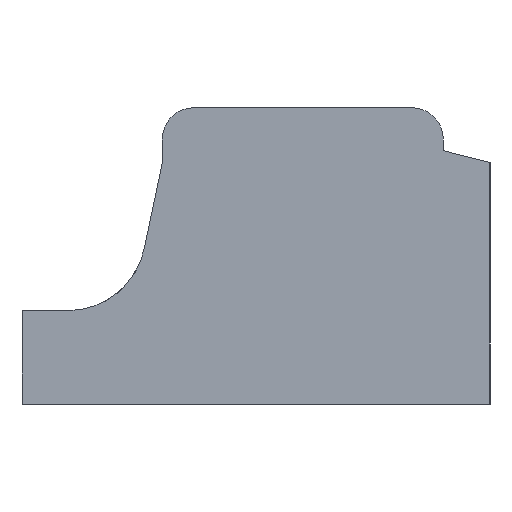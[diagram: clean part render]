
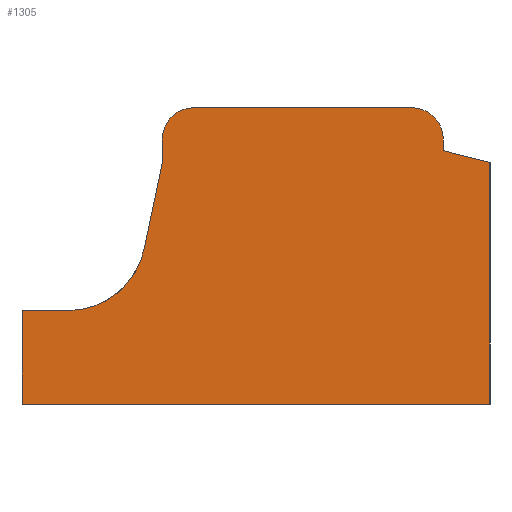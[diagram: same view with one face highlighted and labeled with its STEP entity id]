
A CAD part, left-side view. The second image highlights one B-rep face of the part: STEP entity #1305.
In plain terms, the highlighted planar face has unit normal (-1, 0, 0).
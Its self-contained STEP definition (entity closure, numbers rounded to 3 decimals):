
#5 = CARTESIAN_POINT ( 'NONE',  ( -46., 6., 12.5 ) ) ;
#35 = CARTESIAN_POINT ( 'NONE',  ( -46., -15., 12.5 ) ) ;
#48 = DIRECTION ( 'NONE',  ( 0., -1., 0. ) ) ;
#54 = CIRCLE ( 'NONE', #372, 2. ) ;
#82 = CARTESIAN_POINT ( 'NONE',  ( -46., 12.057, 3. ) ) ;
#98 = VERTEX_POINT ( 'NONE', #2283 ) ;
#103 = ORIENTED_EDGE ( 'NONE', *, *, #742, .F. ) ;
#131 = VERTEX_POINT ( 'NONE', #996 ) ;
#167 = ORIENTED_EDGE ( 'NONE', *, *, #2031, .F. ) ;
#173 = DIRECTION ( 'NONE',  ( 0., 0., -1. ) ) ;
#176 = EDGE_CURVE ( 'NONE', #2350, #2329, #1319, .T. ) ;
#181 = VERTEX_POINT ( 'NONE', #1546 ) ;
#211 = ORIENTED_EDGE ( 'NONE', *, *, #1982, .T. ) ;
#225 = VERTEX_POINT ( 'NONE', #35 ) ;
#248 = VERTEX_POINT ( 'NONE', #1090 ) ;
#250 = EDGE_CURVE ( 'NONE', #98, #181, #1810, .T. ) ;
#265 = VECTOR ( 'NONE', #1618, 1000. ) ;
#274 = ORIENTED_EDGE ( 'NONE', *, *, #1405, .F. ) ;
#294 = VERTEX_POINT ( 'NONE', #880 ) ;
#305 = AXIS2_PLACEMENT_3D ( 'NONE', #1897, #416, #818 ) ;
#334 = CARTESIAN_POINT ( 'NONE',  ( -46., -15., 16. ) ) ;
#372 = AXIS2_PLACEMENT_3D ( 'NONE', #2277, #1869, #1881 ) ;
#412 = CARTESIAN_POINT ( 'NONE',  ( -46., 15., 16. ) ) ;
#416 = DIRECTION ( 'NONE',  ( -1., 0., 0. ) ) ;
#458 = DIRECTION ( 'NONE',  ( 0., 0., 1. ) ) ;
#512 = LINE ( 'NONE', #2399, #1657 ) ;
#524 = CARTESIAN_POINT ( 'NONE',  ( -46., -12., 14. ) ) ;
#531 = VECTOR ( 'NONE', #2030, 1000. ) ;
#561 = LINE ( 'NONE', #5, #740 ) ;
#682 = ORIENTED_EDGE ( 'NONE', *, *, #2111, .T. ) ;
#740 = VECTOR ( 'NONE', #1138, 1000. ) ;
#742 = EDGE_CURVE ( 'NONE', #225, #98, #2205, .T. ) ;
#745 = FACE_OUTER_BOUND ( 'NONE', #1135, .T. ) ;
#760 = DIRECTION ( 'NONE',  ( 1., 0., 0. ) ) ;
#818 = DIRECTION ( 'NONE',  ( 0., 0., -1. ) ) ;
#840 = LINE ( 'NONE', #1948, #1597 ) ;
#880 = CARTESIAN_POINT ( 'NONE',  ( -46., 7.164, 6.97 ) ) ;
#913 = CARTESIAN_POINT ( 'NONE',  ( -46., 12.057, 8. ) ) ;
#920 = ORIENTED_EDGE ( 'NONE', *, *, #1208, .F. ) ;
#922 = CARTESIAN_POINT ( 'NONE',  ( -46., 6., 12.5 ) ) ;
#953 = LINE ( 'NONE', #1866, #531 ) ;
#968 = PLANE ( 'NONE',  #1421 ) ;
#996 = CARTESIAN_POINT ( 'NONE',  ( -46., 15., 3. ) ) ;
#1054 = EDGE_CURVE ( 'NONE', #1283, #1921, #840, .T. ) ;
#1065 = ORIENTED_EDGE ( 'NONE', *, *, #250, .F. ) ;
#1071 = DIRECTION ( 'NONE',  ( 0., 0., -1. ) ) ;
#1090 = CARTESIAN_POINT ( 'NONE',  ( -46., 4., 16. ) ) ;
#1094 = VERTEX_POINT ( 'NONE', #82 ) ;
#1101 = CARTESIAN_POINT ( 'NONE',  ( -46., 15., -3. ) ) ;
#1117 = EDGE_CURVE ( 'NONE', #2350, #1812, #1446, .T. ) ;
#1135 = EDGE_LOOP ( 'NONE', ( #2045, #2054, #920, #1415, #2220, #167, #211, #274, #682, #1065, #103, #1482 ) ) ;
#1138 = DIRECTION ( 'NONE',  ( 0., -0.206, 0.979 ) ) ;
#1152 = VECTOR ( 'NONE', #48, 1000. ) ;
#1156 = CIRCLE ( 'NONE', #2292, 5. ) ;
#1168 = LINE ( 'NONE', #1727, #1152 ) ;
#1208 = EDGE_CURVE ( 'NONE', #248, #2329, #512, .T. ) ;
#1262 = EDGE_CURVE ( 'NONE', #1812, #225, #953, .T. ) ;
#1283 = VERTEX_POINT ( 'NONE', #922 ) ;
#1305 = ADVANCED_FACE ( 'NONE', ( #745 ), #968, .F. ) ;
#1319 = CIRCLE ( 'NONE', #305, 2. ) ;
#1405 = EDGE_CURVE ( 'NONE', #131, #1094, #1168, .T. ) ;
#1415 = ORIENTED_EDGE ( 'NONE', *, *, #1622, .T. ) ;
#1421 = AXIS2_PLACEMENT_3D ( 'NONE', #2434, #2055, #1879 ) ;
#1438 = DIRECTION ( 'NONE',  ( 0., 1., 0. ) ) ;
#1446 = LINE ( 'NONE', #1986, #265 ) ;
#1482 = ORIENTED_EDGE ( 'NONE', *, *, #1262, .F. ) ;
#1510 = VECTOR ( 'NONE', #1541, 1000. ) ;
#1541 = DIRECTION ( 'NONE',  ( 0., 0., -1. ) ) ;
#1546 = CARTESIAN_POINT ( 'NONE',  ( -46., 15., -3. ) ) ;
#1597 = VECTOR ( 'NONE', #458, 1000. ) ;
#1618 = DIRECTION ( 'NONE',  ( 0., 0., -1. ) ) ;
#1622 = EDGE_CURVE ( 'NONE', #248, #1921, #54, .T. ) ;
#1657 = VECTOR ( 'NONE', #1805, 1000. ) ;
#1727 = CARTESIAN_POINT ( 'NONE',  ( -46., 8., 3. ) ) ;
#1749 = VECTOR ( 'NONE', #1071, 1000. ) ;
#1805 = DIRECTION ( 'NONE',  ( 0., -1., 0. ) ) ;
#1810 = LINE ( 'NONE', #1101, #1987 ) ;
#1812 = VERTEX_POINT ( 'NONE', #2151 ) ;
#1819 = CARTESIAN_POINT ( 'NONE',  ( -46., -10., 16. ) ) ;
#1866 = CARTESIAN_POINT ( 'NONE',  ( -46., -12., 13.248 ) ) ;
#1869 = DIRECTION ( 'NONE',  ( -1., 0., 0. ) ) ;
#1879 = DIRECTION ( 'NONE',  ( 0., 0., -1. ) ) ;
#1881 = DIRECTION ( 'NONE',  ( 0., 0., -1. ) ) ;
#1897 = CARTESIAN_POINT ( 'NONE',  ( -46., -10., 14. ) ) ;
#1921 = VERTEX_POINT ( 'NONE', #2404 ) ;
#1926 = LINE ( 'NONE', #412, #1510 ) ;
#1948 = CARTESIAN_POINT ( 'NONE',  ( -46., 6., 12.5 ) ) ;
#1982 = EDGE_CURVE ( 'NONE', #294, #1094, #1156, .T. ) ;
#1986 = CARTESIAN_POINT ( 'NONE',  ( -46., -12., 16. ) ) ;
#1987 = VECTOR ( 'NONE', #1438, 1000. ) ;
#2030 = DIRECTION ( 'NONE',  ( 0., -0.97, -0.242 ) ) ;
#2031 = EDGE_CURVE ( 'NONE', #294, #1283, #561, .T. ) ;
#2045 = ORIENTED_EDGE ( 'NONE', *, *, #1117, .F. ) ;
#2054 = ORIENTED_EDGE ( 'NONE', *, *, #176, .T. ) ;
#2055 = DIRECTION ( 'NONE',  ( 1., 0., 0. ) ) ;
#2111 = EDGE_CURVE ( 'NONE', #131, #181, #1926, .T. ) ;
#2151 = CARTESIAN_POINT ( 'NONE',  ( -46., -12., 13.248 ) ) ;
#2205 = LINE ( 'NONE', #334, #1749 ) ;
#2220 = ORIENTED_EDGE ( 'NONE', *, *, #1054, .F. ) ;
#2277 = CARTESIAN_POINT ( 'NONE',  ( -46., 4., 14. ) ) ;
#2283 = CARTESIAN_POINT ( 'NONE',  ( -46., -15., -3. ) ) ;
#2292 = AXIS2_PLACEMENT_3D ( 'NONE', #913, #760, #173 ) ;
#2329 = VERTEX_POINT ( 'NONE', #1819 ) ;
#2350 = VERTEX_POINT ( 'NONE', #524 ) ;
#2399 = CARTESIAN_POINT ( 'NONE',  ( -46., -15., 16. ) ) ;
#2404 = CARTESIAN_POINT ( 'NONE',  ( -46., 6., 14. ) ) ;
#2434 = CARTESIAN_POINT ( 'NONE',  ( -46., -15., 16. ) ) ;
